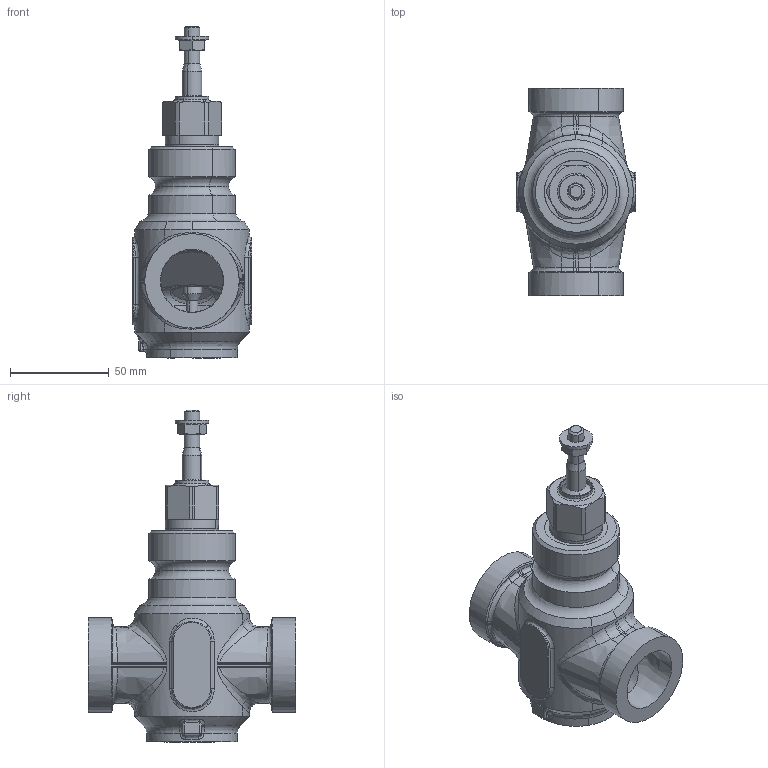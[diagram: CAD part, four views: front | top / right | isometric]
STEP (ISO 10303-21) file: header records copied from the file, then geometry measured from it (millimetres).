
FILE_DESCRIPTION(('CATIA V5 STEP Exchange'),'2;1');
FILE_NAME('VLE122 6246s9.stp','2010-03-01T09:22:19+00:00',('none'),('none'),'CATIA Version 5 Release 16 (IN-10)','CATIA V5 STEP AP203','none');
FILE_SCHEMA(('CONFIG_CONTROL_DESIGN'));
Length unit declared in the file: millimetre
Products named in the file (4): 6246s9; 6214s9; 953-1009s4; 954-1367s1
Assembly tree (15 placements, depth 4):
  6246s9
    6214s9
      953-1009s4
        #68
        #23638
      954-1367s1
        #24281
        #27390  x2
        #27526  x2
        #27981
        #28232
      #28510
      #29066
      #30529
Bounding box: 60.4 x 105 x 168 mm (x, y, z)
Volume: 167448.1 mm3; surface area: 69817.9 mm2
Topology: 12 solids, 12 shells, 617 faces, 1402 edges, 813 vertices
Faces by surface type: bspline 168, cylinder 163, plane 96, cone 95, torus 83, revolution 8, sphere 4
Entity records: 31212 total; most frequent: CARTESIAN_POINT 19668, ORIENTED_EDGE 2706, DIRECTION 1534, EDGE_CURVE 1353, AXIS2_PLACEMENT_3D 816, VERTEX_POINT 791, EDGE_LOOP 632, B_SPLINE_CURVE_WITH_KNOTS 627
